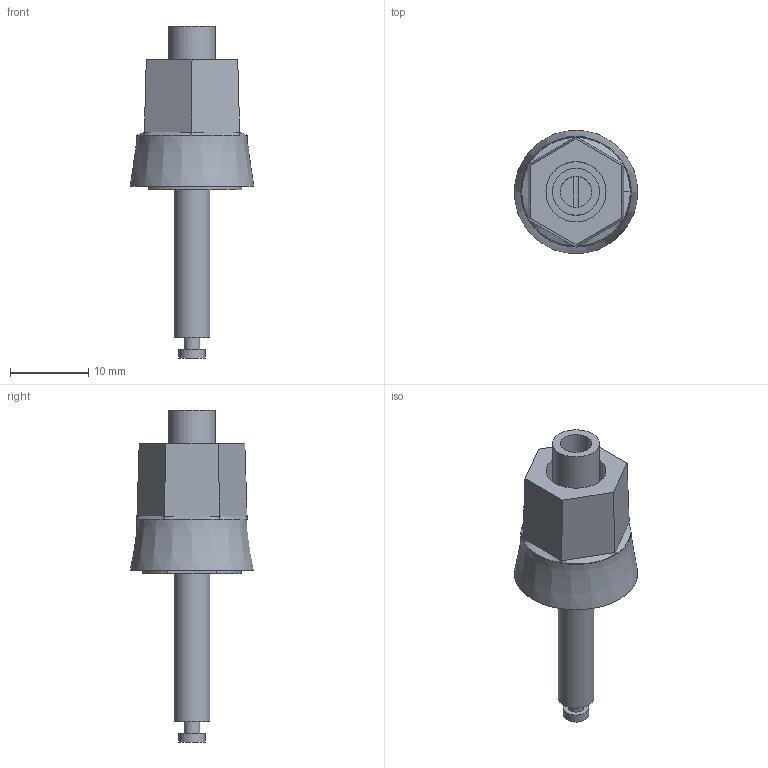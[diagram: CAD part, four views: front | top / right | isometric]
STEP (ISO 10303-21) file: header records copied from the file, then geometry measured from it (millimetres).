
FILE_DESCRIPTION(('FreeCAD Model'),'2;1');
FILE_NAME('7017.step', '2019-12-21T08:44:34',('Author'),(''), 'Open CASCADE STEP processor 6.8','FreeCAD','Unknown');
FILE_SCHEMA(('AUTOMOTIVE_DESIGN { 1 0 10303 214 1 1 1 1 }'));
Length unit declared in the file: millimetre
Products named in the file (7): Body001; Part; Body; Body003; Part001; Body004; Body002
Assembly tree (4 placements, depth 2):
  Body001
  Part
    Body
    Body003
  Part001
    Body004
    Body002
Bounding box: 15.8 x 15.8 x 42.48 mm (x, y, z)
Volume: 3279.5 mm3; surface area: 3585.4 mm2
Topology: 5 solids, 5 shells, 51 faces, 105 edges, 69 vertices
Faces by surface type: plane 20, cylinder 16, bspline 13, cone 2
Full cylindrical faces by diameter (mm): 2 x1, 2.36 x1, 3.33 x1, 4 x1, 4.55 x2, 6 x2, 6.5 x1, 7.7 x1, 8.6 x4
Entity records: 2058 total; most frequent: CARTESIAN_POINT 851, ORIENTED_EDGE 210, DIRECTION 208, EDGE_CURVE 105, AXIS2_PLACEMENT_3D 86, VERTEX_POINT 69, FACE_BOUND 68, EDGE_LOOP 68
